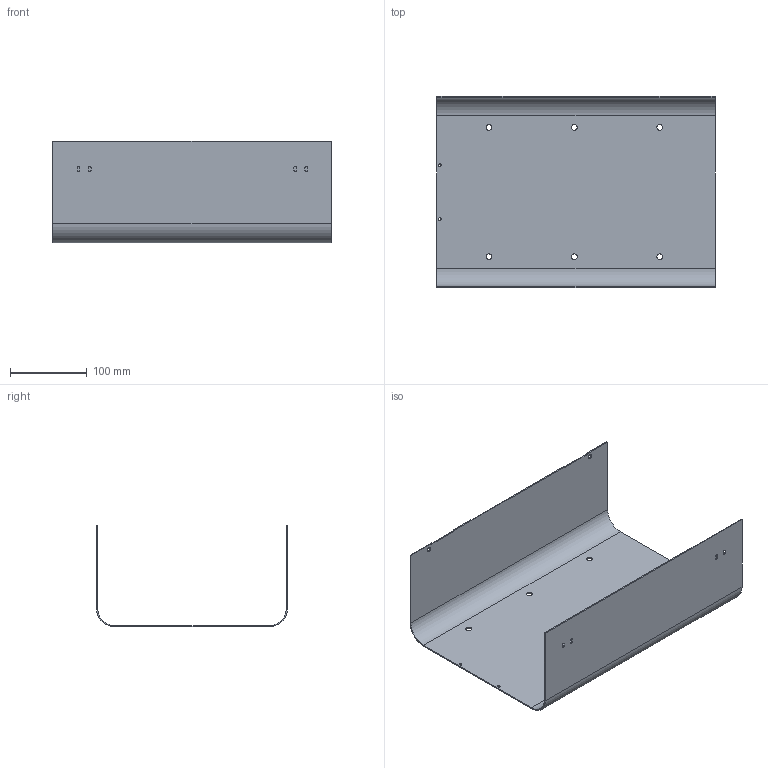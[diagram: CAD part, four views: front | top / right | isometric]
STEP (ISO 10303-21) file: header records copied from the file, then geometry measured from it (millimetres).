
FILE_DESCRIPTION(/* description */ (''),/* implementation_level */ '2;1');
FILE_NAME(/* name */ 'Exterior Case Base 3.step',/* time_stamp */ '2023-09-13T23:40:09+02:00',/* author */ (''),/* organization */ (''),/* preprocessor_version */ 'ST-DEVELOPER v20',/* originating_system */ 'Autodesk Translation Framework v12.9.0.99',/* authorisation */ '');
FILE_SCHEMA (('AUTOMOTIVE_DESIGN { 1 0 10303 214 3 1 1 }'));
Length unit declared in the file: millimetre
Products named in the file (1): Exterior Case Base 2
Bounding box: 361.6 x 248.6 x 132.55 mm (x, y, z)
Volume: 264927.5 mm3; surface area: 356206 mm2
Topology: 1 solids, 1 shells, 56 faces, 146 edges, 92 vertices
Faces by surface type: plane 34, cylinder 22
Full cylindrical faces by diameter (mm): 3.5 x2, 6.5 x2, 7.5 x6
Entity records: 1795 total; most frequent: DIRECTION 304, CARTESIAN_POINT 295, ORIENTED_EDGE 292, EDGE_CURVE 146, LINE 102, VECTOR 102, AXIS2_PLACEMENT_3D 101, VERTEX_POINT 92
